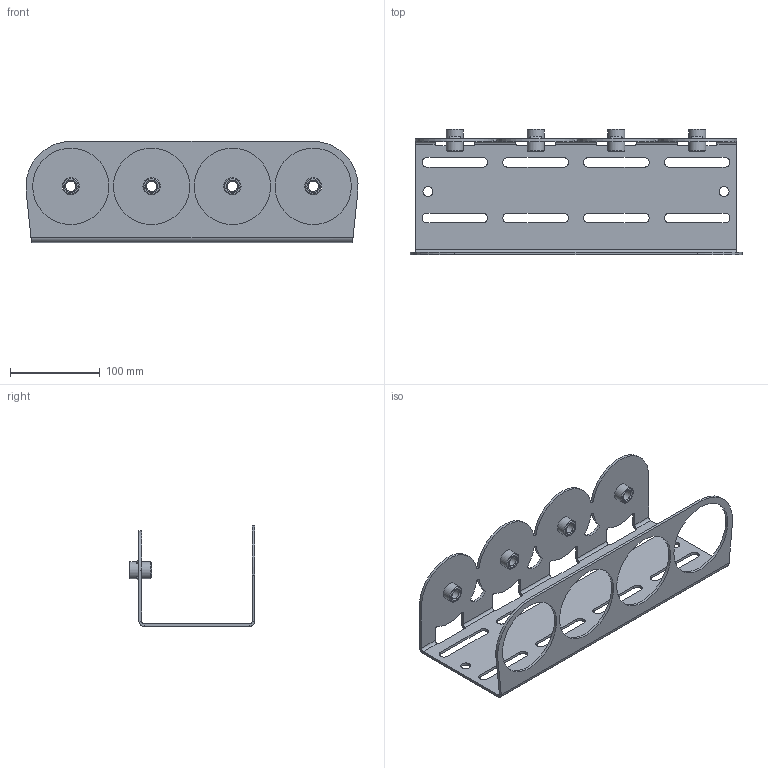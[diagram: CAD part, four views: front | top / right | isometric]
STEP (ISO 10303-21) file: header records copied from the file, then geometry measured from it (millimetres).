
FILE_DESCRIPTION(/* description */ (''),/* implementation_level */ '2;1');
FILE_NAME(/* name */ 'Montagehalterung_STAR_Heavy_Duty_C_Form_4fach_G1_4i_Edelstahl_109674_Rev_B.stp',/* time_stamp */ '2016-06-06T11:11:28+02:00',/* author */ ('002210'),/* organization */ (''),/* preprocessor_version */ 'ST-DEVELOPER v16.1',/* originating_system */ 'Autodesk Inventor 2016',/* authorisation */ '');
FILE_SCHEMA (('AUTOMOTIVE_DESIGN { 1 0 10303 214 3 1 1 }'));
Length unit declared in the file: millimetre
Products named in the file (4): anmha12b; Hülse G1_4; Schweißnaht; anmha12b_1
Assembly tree (9 placements, depth 2):
  anmha12b_1
    anmha12b
    Hülse G1_4  x4
    Schweißnaht  x4
Bounding box: 369.8 x 140.21 x 112.61 mm (x, y, z)
Volume: 264599.2 mm3; surface area: 190697.9 mm2
Topology: 13 solids, 13 shells, 230 faces, 586 edges, 374 vertices
Faces by surface type: cylinder 95, plane 85, bspline 26, cone 24
Full cylindrical faces by diameter (mm): 11 x2, 11.445 x4, 19 x4, 19.2 x4, 85 x4
Entity records: 6999 total; most frequent: CARTESIAN_POINT 2629, DIRECTION 896, ORIENTED_EDGE 868, EDGE_CURVE 434, AXIS2_PLACEMENT_3D 335, VERTEX_POINT 286, LINE 226, VECTOR 226
